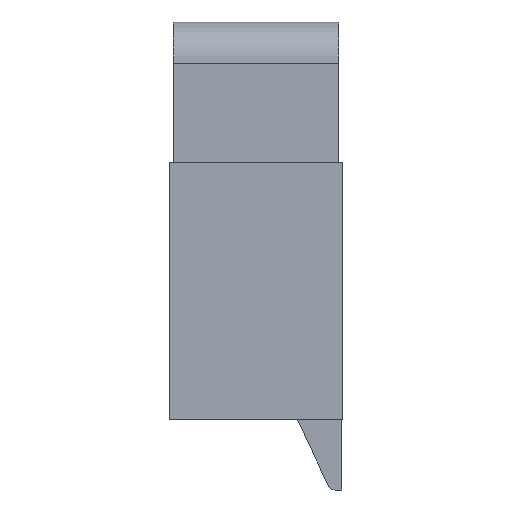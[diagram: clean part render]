
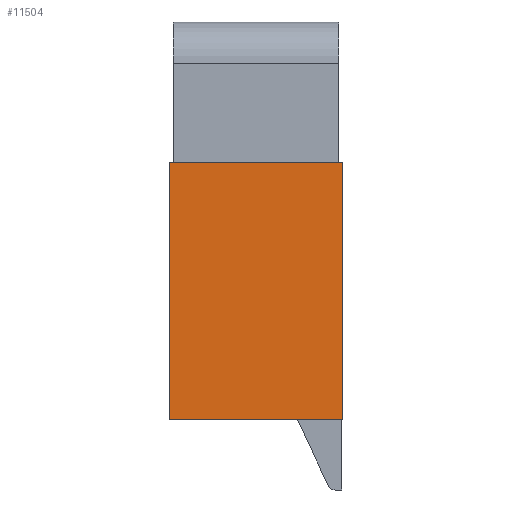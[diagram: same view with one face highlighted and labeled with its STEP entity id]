
A CAD part, left-side view. The second image highlights one B-rep face of the part: STEP entity #11504.
In plain terms, the highlighted planar face has unit normal (-1, 0, 0).
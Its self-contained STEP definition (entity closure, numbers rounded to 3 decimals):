
#698=ORIENTED_EDGE('',*,*,#4042,.T.);
#699=ORIENTED_EDGE('',*,*,#4036,.F.);
#700=ORIENTED_EDGE('',*,*,#4032,.F.);
#701=ORIENTED_EDGE('',*,*,#4043,.F.);
#702=ORIENTED_EDGE('',*,*,#4044,.F.);
#703=ORIENTED_EDGE('',*,*,#4039,.T.);
#4032=EDGE_CURVE('',#5673,#5664,#6888,.T.);
#4036=EDGE_CURVE('',#5664,#5675,#6892,.T.);
#4039=EDGE_CURVE('',#5678,#5677,#6895,.T.);
#4042=EDGE_CURVE('',#5677,#5675,#6898,.T.);
#4043=EDGE_CURVE('',#5680,#5673,#6899,.T.);
#4044=EDGE_CURVE('',#5678,#5680,#6900,.T.);
#5664=VERTEX_POINT('',#16500);
#5673=VERTEX_POINT('',#16533);
#5675=VERTEX_POINT('',#16542);
#5677=VERTEX_POINT('',#16547);
#5678=VERTEX_POINT('',#16549);
#5680=VERTEX_POINT('',#16556);
#6888=LINE('',#16534,#8512);
#6892=LINE('',#16541,#8516);
#6895=LINE('',#16548,#8519);
#6898=LINE('',#16554,#8522);
#6899=LINE('',#16555,#8523);
#6900=LINE('',#16557,#8524);
#8512=VECTOR('',#13305,1000.);
#8516=VECTOR('',#13313,1000.);
#8519=VECTOR('',#13318,1000.);
#8522=VECTOR('',#13323,1000.);
#8523=VECTOR('',#13324,1000.);
#8524=VECTOR('',#13325,1000.);
#9811=EDGE_LOOP('',(#698,#699,#700,#701,#702,#703));
#10391=FACE_BOUND('',#9811,.T.);
#10969=PLANE('',#12114);
#11504=ADVANCED_FACE('',(#10391),#10969,.F.);
#12114=AXIS2_PLACEMENT_3D('',#16553,#13321,#13322);
#13305=DIRECTION('',(0.,-1.,0.));
#13313=DIRECTION('',(0.,-1.,0.));
#13318=DIRECTION('',(0.,-1.,0.));
#13321=DIRECTION('',(1.,0.,0.));
#13322=DIRECTION('',(0.,0.,-1.));
#13323=DIRECTION('',(0.,0.,1.));
#13324=DIRECTION('',(0.,-1.,0.));
#13325=DIRECTION('',(0.,0.,1.));
#16500=CARTESIAN_POINT('',(-5.825,0.,-1.7));
#16533=CARTESIAN_POINT('',(-5.825,2.,-1.7));
#16534=CARTESIAN_POINT('',(-5.825,2.05,-1.7));
#16541=CARTESIAN_POINT('',(-5.825,2.05,-1.7));
#16542=CARTESIAN_POINT('',(-5.825,-0.05,-1.7));
#16547=CARTESIAN_POINT('',(-5.825,-0.05,-4.82));
#16548=CARTESIAN_POINT('',(-5.825,2.05,-4.82));
#16549=CARTESIAN_POINT('',(-5.825,2.05,-4.82));
#16553=CARTESIAN_POINT('',(-5.825,2.05,-4.82));
#16554=CARTESIAN_POINT('',(-5.825,-0.05,-4.82));
#16555=CARTESIAN_POINT('',(-5.825,2.05,-1.7));
#16556=CARTESIAN_POINT('',(-5.825,2.05,-1.7));
#16557=CARTESIAN_POINT('',(-5.825,2.05,-4.82));
